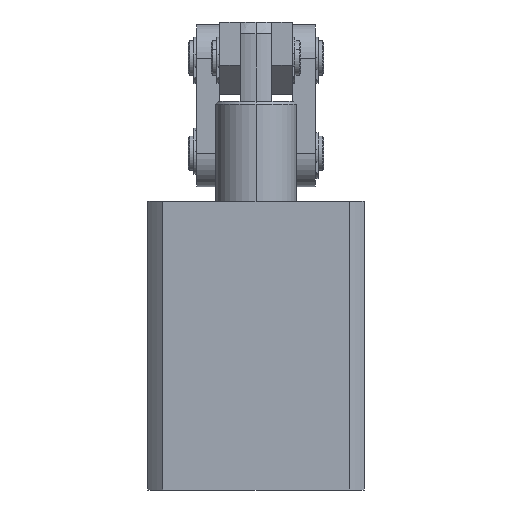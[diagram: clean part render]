
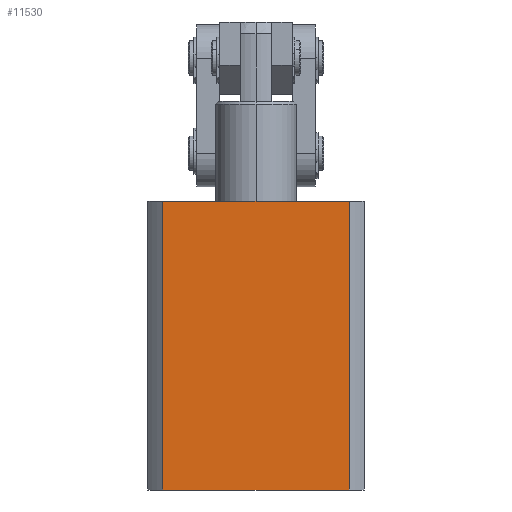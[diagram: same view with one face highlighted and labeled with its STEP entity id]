
A CAD part, left-side view. The second image highlights one B-rep face of the part: STEP entity #11530.
In plain terms, the highlighted planar face has unit normal (-1, 0, 0).
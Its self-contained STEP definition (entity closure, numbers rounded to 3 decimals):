
#973 = EDGE_LOOP ( 'NONE', ( #3335, #3337, #3338, #3339 ) ) ;
#3335 = ORIENTED_EDGE ( 'NONE', *, *, #11014, .T. ) ;
#3337 = ORIENTED_EDGE ( 'NONE', *, *, #11015, .F. ) ;
#3338 = ORIENTED_EDGE ( 'NONE', *, *, #11016, .F. ) ;
#3339 = ORIENTED_EDGE ( 'NONE', *, *, #11012, .T. ) ;
#5171 = CARTESIAN_POINT ( 'NONE',  ( -37.5, 0., 100. ) ) ;
#5174 = PLANE ( 'NONE',  #6161 ) ;
#5176 = DIRECTION ( 'NONE',  ( 1., 0., 0. ) ) ;
#5177 = DIRECTION ( 'NONE',  ( 0., 0., -1. ) ) ;
#5501 = DIRECTION ( 'NONE',  ( 0., -1., 0. ) ) ;
#5503 = DIRECTION ( 'NONE',  ( 0., 0., -1. ) ) ;
#5508 = CARTESIAN_POINT ( 'NONE',  ( -37.5, -32.311, 100. ) ) ;
#5514 = CARTESIAN_POINT ( 'NONE',  ( -37.5, 0., 100. ) ) ;
#5516 = CARTESIAN_POINT ( 'NONE',  ( -37.5, 0., 0. ) ) ;
#5521 = DIRECTION ( 'NONE',  ( 0., -1., 0. ) ) ;
#5528 = DIRECTION ( 'NONE',  ( 0., 0., -1. ) ) ;
#5529 = CARTESIAN_POINT ( 'NONE',  ( -37.5, 32.311, 100. ) ) ;
#6161 = AXIS2_PLACEMENT_3D ( 'NONE', #5171, #5176, #5177 ) ;
#6568 = CARTESIAN_POINT ( 'NONE',  ( -37.5, 32.311, 0. ) ) ;
#6588 = CARTESIAN_POINT ( 'NONE',  ( -37.5, -32.311, 0. ) ) ;
#6591 = CARTESIAN_POINT ( 'NONE',  ( -37.5, 32.311, 100. ) ) ;
#6593 = CARTESIAN_POINT ( 'NONE',  ( -37.5, -32.311, 100. ) ) ;
#8254 = VECTOR ( 'NONE', #5501, 1000. ) ;
#8256 = VECTOR ( 'NONE', #5503, 1000. ) ;
#8258 = VECTOR ( 'NONE', #5521, 1000. ) ;
#8259 = LINE ( 'NONE', #5508, #8256 ) ;
#8260 = LINE ( 'NONE', #5516, #8258 ) ;
#8261 = VECTOR ( 'NONE', #5528, 1000. ) ;
#8262 = LINE ( 'NONE', #5514, #8254 ) ;
#8263 = LINE ( 'NONE', #5529, #8261 ) ;
#10216 = VERTEX_POINT ( 'NONE', #6593 ) ;
#10220 = VERTEX_POINT ( 'NONE', #6591 ) ;
#10223 = VERTEX_POINT ( 'NONE', #6588 ) ;
#10240 = VERTEX_POINT ( 'NONE', #6568 ) ;
#10372 = FACE_OUTER_BOUND ( 'NONE', #973, .T. ) ;
#11012 = EDGE_CURVE ( 'NONE', #10220, #10240, #8263, .T. ) ;
#11014 = EDGE_CURVE ( 'NONE', #10240, #10223, #8260, .T. ) ;
#11015 = EDGE_CURVE ( 'NONE', #10216, #10223, #8259, .T. ) ;
#11016 = EDGE_CURVE ( 'NONE', #10220, #10216, #8262, .T. ) ;
#11530 = ADVANCED_FACE ( 'NONE', ( #10372 ), #5174, .F. ) ;
